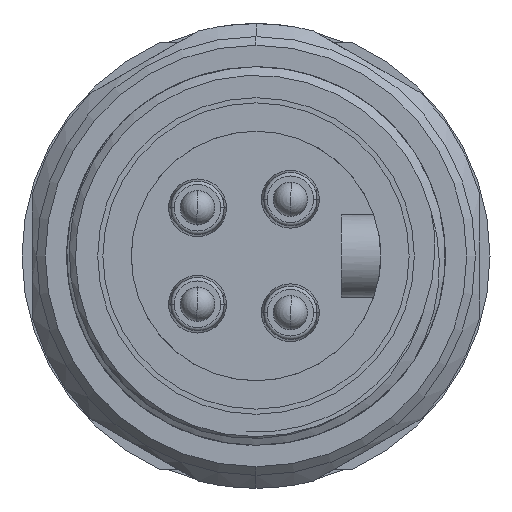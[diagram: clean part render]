
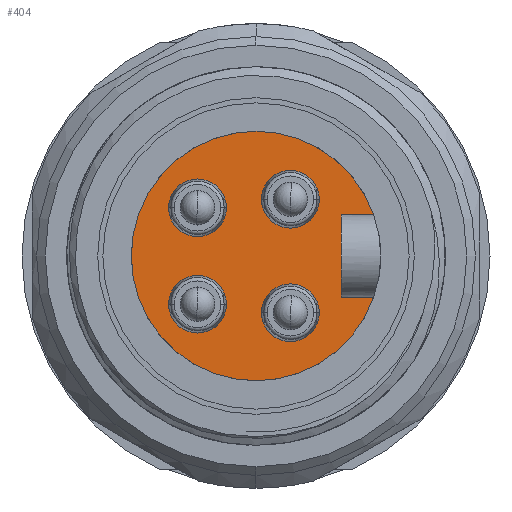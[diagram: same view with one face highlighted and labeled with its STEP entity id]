
A CAD part, left-side view. The second image highlights one B-rep face of the part: STEP entity #404.
In plain terms, the highlighted planar face has unit normal (-1, 0, 0).
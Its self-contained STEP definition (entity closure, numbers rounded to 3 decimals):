
#136=PLANE('',#2507);
#263=FACE_BOUND('',#722,.T.);
#264=FACE_BOUND('',#723,.T.);
#265=FACE_BOUND('',#724,.T.);
#266=FACE_BOUND('',#725,.T.);
#267=FACE_BOUND('',#726,.T.);
#404=ADVANCED_FACE('',(#263,#264,#265,#266,#267),#136,.T.);
#722=EDGE_LOOP('',(#1334,#1335,#1336,#1337,#1338));
#723=EDGE_LOOP('',(#1339,#1340));
#724=EDGE_LOOP('',(#1341,#1342));
#725=EDGE_LOOP('',(#1343,#1344));
#726=EDGE_LOOP('',(#1345,#1346));
#864=CIRCLE('',#2484,1.679);
#865=CIRCLE('',#2486,1.679);
#866=CIRCLE('',#2488,1.679);
#867=CIRCLE('',#2490,1.679);
#868=CIRCLE('',#2492,1.679);
#869=CIRCLE('',#2494,1.679);
#870=CIRCLE('',#2496,1.679);
#871=CIRCLE('',#2498,1.679);
#873=CIRCLE('',#2505,7.25);
#874=CIRCLE('',#2506,7.25);
#1334=ORIENTED_EDGE('',*,*,#2009,.F.);
#1335=ORIENTED_EDGE('',*,*,#2010,.T.);
#1336=ORIENTED_EDGE('',*,*,#2011,.T.);
#1337=ORIENTED_EDGE('',*,*,#2002,.F.);
#1338=ORIENTED_EDGE('',*,*,#1999,.F.);
#1339=ORIENTED_EDGE('',*,*,#1997,.F.);
#1340=ORIENTED_EDGE('',*,*,#1995,.F.);
#1341=ORIENTED_EDGE('',*,*,#1993,.F.);
#1342=ORIENTED_EDGE('',*,*,#1991,.F.);
#1343=ORIENTED_EDGE('',*,*,#1989,.F.);
#1344=ORIENTED_EDGE('',*,*,#1987,.F.);
#1345=ORIENTED_EDGE('',*,*,#1985,.F.);
#1346=ORIENTED_EDGE('',*,*,#1983,.F.);
#1703=VERTEX_POINT('',#4970);
#1704=VERTEX_POINT('',#4972);
#1705=VERTEX_POINT('',#4978);
#1706=VERTEX_POINT('',#4980);
#1707=VERTEX_POINT('',#4986);
#1708=VERTEX_POINT('',#4988);
#1709=VERTEX_POINT('',#4994);
#1710=VERTEX_POINT('',#4996);
#1712=VERTEX_POINT('',#5003);
#1713=VERTEX_POINT('',#5005);
#1715=VERTEX_POINT('',#5011);
#1719=VERTEX_POINT('',#5053);
#1720=VERTEX_POINT('',#5057);
#1983=EDGE_CURVE('',#1703,#1704,#864,.T.);
#1985=EDGE_CURVE('',#1704,#1703,#865,.T.);
#1987=EDGE_CURVE('',#1705,#1706,#866,.T.);
#1989=EDGE_CURVE('',#1706,#1705,#867,.T.);
#1991=EDGE_CURVE('',#1707,#1708,#868,.T.);
#1993=EDGE_CURVE('',#1708,#1707,#869,.T.);
#1995=EDGE_CURVE('',#1709,#1710,#870,.T.);
#1997=EDGE_CURVE('',#1710,#1709,#871,.T.);
#1999=EDGE_CURVE('',#1712,#1713,#2181,.T.);
#2002=EDGE_CURVE('',#1713,#1715,#2183,.T.);
#2009=EDGE_CURVE('',#1719,#1712,#2188,.T.);
#2010=EDGE_CURVE('',#1719,#1720,#873,.T.);
#2011=EDGE_CURVE('',#1720,#1715,#874,.T.);
#2181=LINE('',#5004,#2284);
#2183=LINE('',#5010,#2286);
#2188=LINE('',#5054,#2291);
#2284=VECTOR('',#2996,1.);
#2286=VECTOR('',#3002,1.);
#2291=VECTOR('',#3011,1.);
#2484=AXIS2_PLACEMENT_3D('',#4971,#2956,#2957);
#2486=AXIS2_PLACEMENT_3D('',#4975,#2961,#2962);
#2488=AXIS2_PLACEMENT_3D('',#4979,#2966,#2967);
#2490=AXIS2_PLACEMENT_3D('',#4983,#2971,#2972);
#2492=AXIS2_PLACEMENT_3D('',#4987,#2976,#2977);
#2494=AXIS2_PLACEMENT_3D('',#4991,#2981,#2982);
#2496=AXIS2_PLACEMENT_3D('',#4995,#2986,#2987);
#2498=AXIS2_PLACEMENT_3D('',#4999,#2991,#2992);
#2505=AXIS2_PLACEMENT_3D('',#5056,#3014,#3015);
#2506=AXIS2_PLACEMENT_3D('',#5058,#3016,#3017);
#2507=AXIS2_PLACEMENT_3D('',#5059,#3018,#3019);
#2956=DIRECTION('',(-1.,0.,0.));
#2957=DIRECTION('',(0.,0.,1.));
#2961=DIRECTION('',(-1.,0.,0.));
#2962=DIRECTION('',(0.,0.,1.));
#2966=DIRECTION('',(-1.,0.,0.));
#2967=DIRECTION('',(0.,0.,1.));
#2971=DIRECTION('',(-1.,0.,0.));
#2972=DIRECTION('',(0.,0.,1.));
#2976=DIRECTION('',(-1.,0.,0.));
#2977=DIRECTION('',(0.,0.,1.));
#2981=DIRECTION('',(-1.,0.,0.));
#2982=DIRECTION('',(0.,0.,1.));
#2986=DIRECTION('',(-1.,0.,0.));
#2987=DIRECTION('',(0.,0.,1.));
#2991=DIRECTION('',(-1.,0.,0.));
#2992=DIRECTION('',(0.,0.,1.));
#2996=DIRECTION('',(0.,0.,-1.));
#3002=DIRECTION('',(0.,-1.,0.));
#3011=DIRECTION('',(0.,1.,0.));
#3014=DIRECTION('',(-1.,0.,0.));
#3015=DIRECTION('',(0.,0.,1.));
#3016=DIRECTION('',(-1.,0.,0.));
#3017=DIRECTION('',(0.,0.,1.));
#3018=DIRECTION('',(-1.,0.,0.));
#3019=DIRECTION('',(0.,0.,1.));
#4970=CARTESIAN_POINT('',(-66.8,5.079,2.8));
#4971=CARTESIAN_POINT('',(-66.8,3.4,2.8));
#4972=CARTESIAN_POINT('',(-66.8,1.721,2.8));
#4975=CARTESIAN_POINT('',(-66.8,3.4,2.8));
#4978=CARTESIAN_POINT('',(-66.8,1.721,-2.8));
#4979=CARTESIAN_POINT('',(-66.8,3.4,-2.8));
#4980=CARTESIAN_POINT('',(-66.8,5.079,-2.8));
#4983=CARTESIAN_POINT('',(-66.8,3.4,-2.8));
#4986=CARTESIAN_POINT('',(-66.8,-0.321,3.3));
#4987=CARTESIAN_POINT('',(-66.8,-2.,3.3));
#4988=CARTESIAN_POINT('',(-66.8,-3.679,3.3));
#4991=CARTESIAN_POINT('',(-66.8,-2.,3.3));
#4994=CARTESIAN_POINT('',(-66.8,-0.321,-3.3));
#4995=CARTESIAN_POINT('',(-66.8,-2.,-3.3));
#4996=CARTESIAN_POINT('',(-66.8,-3.679,-3.3));
#4999=CARTESIAN_POINT('',(-66.8,-2.,-3.3));
#5003=CARTESIAN_POINT('',(-66.8,-4.95,2.4));
#5004=CARTESIAN_POINT('',(-66.8,-4.95,0.));
#5005=CARTESIAN_POINT('',(-66.8,-4.95,-2.4));
#5010=CARTESIAN_POINT('',(-66.8,0.,-2.4));
#5011=CARTESIAN_POINT('',(-66.8,-6.841,-2.4));
#5053=CARTESIAN_POINT('',(-66.8,-6.841,2.4));
#5054=CARTESIAN_POINT('',(-66.8,0.,2.4));
#5056=CARTESIAN_POINT('',(-66.8,0.,0.));
#5057=CARTESIAN_POINT('',(-66.8,0.,7.25));
#5058=CARTESIAN_POINT('',(-66.8,0.,0.));
#5059=CARTESIAN_POINT('',(-66.8,0.,0.));
